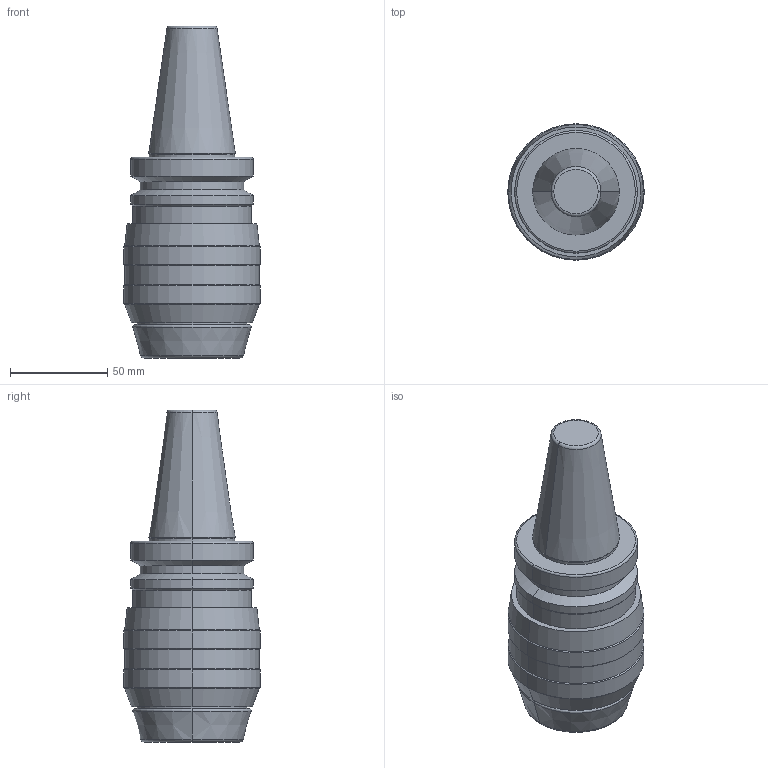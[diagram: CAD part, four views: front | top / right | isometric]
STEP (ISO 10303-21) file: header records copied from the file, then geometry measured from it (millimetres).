
FILE_DESCRIPTION (( 'STEP AP214' ), '1' );
FILE_NAME ('BT40-HPC125-105.STEP', '2019-03-20T07:24:58', ( 'ICAD2' ), ( 'Hewlett-Packard Company' ), 'SwSTEP 2.0', 'SolidWorks 2018', '' );
FILE_SCHEMA (( 'AUTOMOTIVE_DESIGN' ));
Length unit declared in the file: millimetre
Products named in the file (1): BT40-HPC125-105
Bounding box: 70 x 70 x 170.4 mm (x, y, z)
Volume: 397793.6 mm3; surface area: 35212.6 mm2
Topology: 1 solids, 1 shells, 56 faces, 110 edges, 60 vertices
Faces by surface type: cone 24, cylinder 18, torus 8, plane 6
Entity records: 1456 total; most frequent: DIRECTION 292, CARTESIAN_POINT 227, ORIENTED_EDGE 220, AXIS2_PLACEMENT_3D 125, EDGE_CURVE 110, CIRCLE 68, VERTEX_POINT 60, EDGE_LOOP 60
